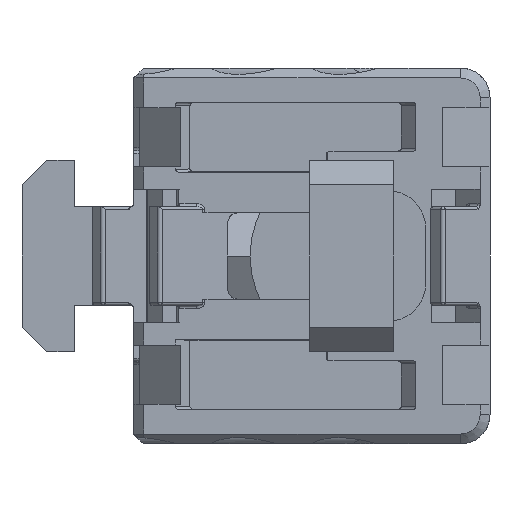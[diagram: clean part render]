
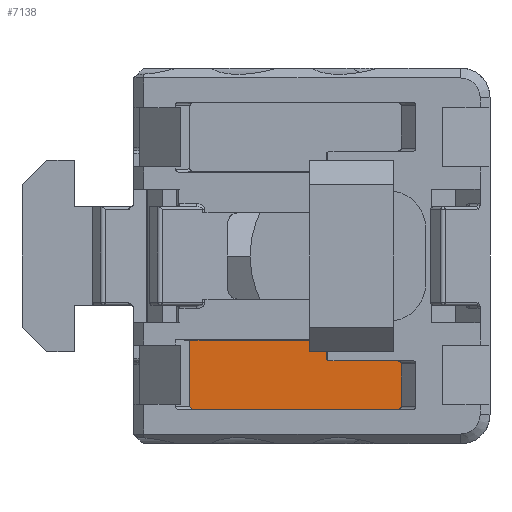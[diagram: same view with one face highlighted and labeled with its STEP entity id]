
A CAD part, front view. The second image highlights one B-rep face of the part: STEP entity #7138.
In plain terms, the highlighted planar face has unit normal (0, -1, 0).
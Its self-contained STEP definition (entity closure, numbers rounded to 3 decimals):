
#2183=CARTESIAN_POINT('',(5.674,1.5,-15.204));
#2184=VERTEX_POINT('',#2183);
#2191=CARTESIAN_POINT('',(5.674,1.5,-8.5));
#2192=VERTEX_POINT('',#2191);
#2193=CARTESIAN_POINT('',(5.674,1.5,-8.5));
#2194=DIRECTION('',(0.0,0.0,-1.0));
#2195=VECTOR('',#2194,6.704);
#2196=LINE('',#2193,#2195);
#2197=EDGE_CURVE('',#2192,#2184,#2196,.T.);
#6913=CARTESIAN_POINT('',(19.5,1.5,-8.8));
#6914=VERTEX_POINT('',#6913);
#6921=CARTESIAN_POINT('',(19.5,1.5,-10.3));
#6922=VERTEX_POINT('',#6921);
#6923=CARTESIAN_POINT('',(19.5,1.5,-10.3));
#6924=DIRECTION('',(0.0,0.0,1.0));
#6925=VECTOR('',#6924,1.5);
#6926=LINE('',#6923,#6925);
#6927=EDGE_CURVE('',#6922,#6914,#6926,.T.);
#6943=CARTESIAN_POINT('',(26.61,1.5,-10.6));
#6944=VERTEX_POINT('',#6943);
#6945=CARTESIAN_POINT('',(19.8,1.5,-10.6));
#6946=VERTEX_POINT('',#6945);
#6947=CARTESIAN_POINT('',(26.61,1.5,-10.6));
#6948=DIRECTION('',(-1.0,0.0,0.0));
#6949=VECTOR('',#6948,6.811);
#6950=LINE('',#6947,#6949);
#6951=EDGE_CURVE('',#6944,#6946,#6950,.T.);
#6974=CARTESIAN_POINT('',(27.026,1.5,-15.204));
#6975=VERTEX_POINT('',#6974);
#6976=CARTESIAN_POINT('',(27.026,1.5,-10.896));
#6977=VERTEX_POINT('',#6976);
#6978=CARTESIAN_POINT('',(27.026,1.5,-15.204));
#6979=DIRECTION('',(0.0,0.0,1.0));
#6980=VECTOR('',#6979,4.307);
#6981=LINE('',#6978,#6980);
#6982=EDGE_CURVE('',#6975,#6977,#6981,.T.);
#7005=CARTESIAN_POINT('',(6.09,1.5,-15.5));
#7006=VERTEX_POINT('',#7005);
#7007=CARTESIAN_POINT('',(26.61,1.5,-15.5));
#7008=VERTEX_POINT('',#7007);
#7009=CARTESIAN_POINT('',(6.09,1.5,-15.5));
#7010=DIRECTION('',(1.0,0.0,0.0));
#7011=VECTOR('',#7010,20.521);
#7012=LINE('',#7009,#7011);
#7013=EDGE_CURVE('',#7006,#7008,#7012,.T.);
#7036=CARTESIAN_POINT('',(19.2,1.5,-8.5));
#7037=VERTEX_POINT('',#7036);
#7038=CARTESIAN_POINT('',(19.2,1.5,-8.5));
#7039=DIRECTION('',(-1.0,0.0,0.0));
#7040=VECTOR('',#7039,13.526);
#7041=LINE('',#7038,#7040);
#7042=EDGE_CURVE('',#7037,#2192,#7041,.T.);
#7055=CARTESIAN_POINT('',(19.5,1.5,-15.5));
#7056=DIRECTION('',(0.0,1.0,0.0));
#7057=DIRECTION('',(-1.0,0.0,0.0));
#7058=AXIS2_PLACEMENT_3D('',#7055,#7056,#7057);
#7059=PLANE('',#7058);
#7060=ORIENTED_EDGE('',*,*,#2197,.T.);
#7061=CARTESIAN_POINT('',(5.674,1.5,-15.204));
#7062=CARTESIAN_POINT('',(5.674,1.5,-15.378));
#7063=CARTESIAN_POINT('',(5.846,1.5,-15.5));
#7064=CARTESIAN_POINT('',(6.09,1.5,-15.5));
#7072=(BOUNDED_CURVE()B_SPLINE_CURVE(3,(#7061,#7062,#7063,#7064),.UNSPECIFIED.,.F.,.U.)B_SPLINE_CURVE_WITH_KNOTS((4,4),(3.129,4.687),.UNSPECIFIED.)CURVE()GEOMETRIC_REPRESENTATION_ITEM()RATIONAL_B_SPLINE_CURVE((1.0,0.808,0.808,1.0))REPRESENTATION_ITEM(''));
#7073=EDGE_CURVE('',#2184,#7006,#7072,.T.);
#7074=ORIENTED_EDGE('',*,*,#7073,.T.);
#7075=ORIENTED_EDGE('',*,*,#7013,.T.);
#7076=CARTESIAN_POINT('',(26.61,1.5,-15.5));
#7077=CARTESIAN_POINT('',(26.854,1.5,-15.5));
#7078=CARTESIAN_POINT('',(27.026,1.5,-15.378));
#7079=CARTESIAN_POINT('',(27.026,1.5,-15.204));
#7087=(BOUNDED_CURVE()B_SPLINE_CURVE(3,(#7076,#7077,#7078,#7079),.UNSPECIFIED.,.F.,.U.)B_SPLINE_CURVE_WITH_KNOTS((4,4),(1.596,3.154),.UNSPECIFIED.)CURVE()GEOMETRIC_REPRESENTATION_ITEM()RATIONAL_B_SPLINE_CURVE((1.0,0.808,0.808,1.0))REPRESENTATION_ITEM(''));
#7088=EDGE_CURVE('',#7008,#6975,#7087,.T.);
#7089=ORIENTED_EDGE('',*,*,#7088,.T.);
#7090=ORIENTED_EDGE('',*,*,#6982,.T.);
#7091=CARTESIAN_POINT('',(27.026,1.5,-10.896));
#7092=CARTESIAN_POINT('',(27.026,1.5,-10.722));
#7093=CARTESIAN_POINT('',(26.854,1.5,-10.6));
#7094=CARTESIAN_POINT('',(26.61,1.5,-10.6));
#7102=(BOUNDED_CURVE()B_SPLINE_CURVE(3,(#7091,#7092,#7093,#7094),.UNSPECIFIED.,.F.,.U.)B_SPLINE_CURVE_WITH_KNOTS((4,4),(3.129,4.687),.UNSPECIFIED.)CURVE()GEOMETRIC_REPRESENTATION_ITEM()RATIONAL_B_SPLINE_CURVE((1.0,0.808,0.808,1.0))REPRESENTATION_ITEM(''));
#7103=EDGE_CURVE('',#6977,#6944,#7102,.T.);
#7104=ORIENTED_EDGE('',*,*,#7103,.T.);
#7105=ORIENTED_EDGE('',*,*,#6951,.T.);
#7106=CARTESIAN_POINT('',(19.8,1.5,-10.6));
#7107=CARTESIAN_POINT('',(19.624,1.5,-10.6));
#7108=CARTESIAN_POINT('',(19.5,1.5,-10.476));
#7109=CARTESIAN_POINT('',(19.5,1.5,-10.3));
#7117=(BOUNDED_CURVE()B_SPLINE_CURVE(3,(#7106,#7107,#7108,#7109),.UNSPECIFIED.,.F.,.U.)B_SPLINE_CURVE_WITH_KNOTS((4,4),(2.356,3.927),.UNSPECIFIED.)CURVE()GEOMETRIC_REPRESENTATION_ITEM()RATIONAL_B_SPLINE_CURVE((1.0,0.805,0.805,1.0))REPRESENTATION_ITEM(''));
#7118=EDGE_CURVE('',#6946,#6922,#7117,.T.);
#7119=ORIENTED_EDGE('',*,*,#7118,.T.);
#7120=ORIENTED_EDGE('',*,*,#6927,.T.);
#7121=CARTESIAN_POINT('',(19.5,1.5,-8.8));
#7122=CARTESIAN_POINT('',(19.5,1.5,-8.624));
#7123=CARTESIAN_POINT('',(19.376,1.5,-8.5));
#7124=CARTESIAN_POINT('',(19.2,1.5,-8.5));
#7132=(BOUNDED_CURVE()B_SPLINE_CURVE(3,(#7121,#7122,#7123,#7124),.UNSPECIFIED.,.F.,.U.)B_SPLINE_CURVE_WITH_KNOTS((4,4),(2.356,3.927),.UNSPECIFIED.)CURVE()GEOMETRIC_REPRESENTATION_ITEM()RATIONAL_B_SPLINE_CURVE((1.0,0.805,0.805,1.0))REPRESENTATION_ITEM(''));
#7133=EDGE_CURVE('',#6914,#7037,#7132,.T.);
#7134=ORIENTED_EDGE('',*,*,#7133,.T.);
#7135=ORIENTED_EDGE('',*,*,#7042,.T.);
#7136=EDGE_LOOP('',(#7060,#7074,#7075,#7089,#7090,#7104,#7105,#7119,#7120,#7134,#7135));
#7137=FACE_OUTER_BOUND('',#7136,.T.);
#7138=ADVANCED_FACE('',(#7137),#7059,.F.);
